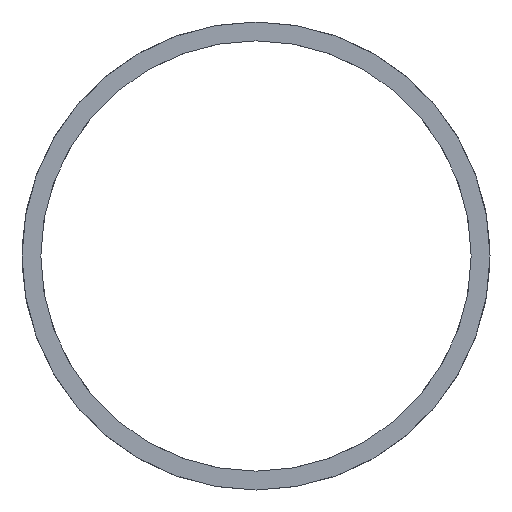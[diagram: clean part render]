
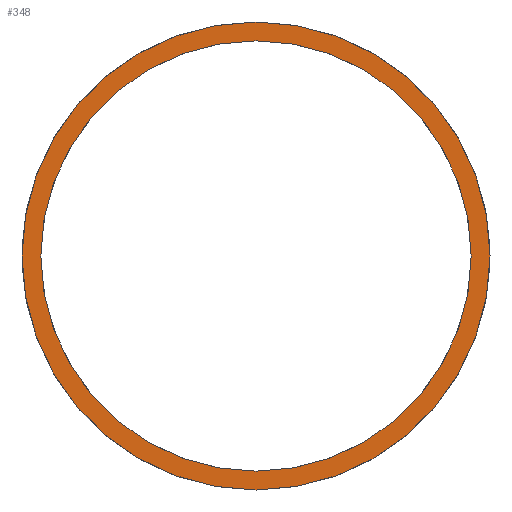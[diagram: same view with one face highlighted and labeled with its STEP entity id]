
A CAD part, front view. The second image highlights one B-rep face of the part: STEP entity #348.
In plain terms, the highlighted planar face has unit normal (0, -1, 0).
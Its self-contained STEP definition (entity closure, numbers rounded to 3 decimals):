
#6 = AXIS2_PLACEMENT_3D ( 'NONE', #223, #405, #45 ) ;
#15 = EDGE_CURVE ( 'NONE', #160, #19, #150, .T. ) ;
#19 = VERTEX_POINT ( 'NONE', #296 ) ;
#27 = EDGE_LOOP ( 'NONE', ( #237, #411 ) ) ;
#28 = DIRECTION ( 'NONE',  ( 0., 0., 1. ) ) ;
#33 = PLANE ( 'NONE',  #84 ) ;
#35 = FACE_OUTER_BOUND ( 'NONE', #27, .T. ) ;
#45 = DIRECTION ( 'NONE',  ( 0., 0., 1. ) ) ;
#51 = ORIENTED_EDGE ( 'NONE', *, *, #408, .T. ) ;
#64 = EDGE_LOOP ( 'NONE', ( #51, #456 ) ) ;
#73 = CARTESIAN_POINT ( 'NONE',  ( 0., -4.464, 0. ) ) ;
#84 = AXIS2_PLACEMENT_3D ( 'NONE', #144, #182, #495 ) ;
#103 = AXIS2_PLACEMENT_3D ( 'NONE', #427, #347, #312 ) ;
#116 = CIRCLE ( 'NONE', #190, 26.1 ) ;
#144 = CARTESIAN_POINT ( 'NONE',  ( 24., -4.464, 0. ) ) ;
#150 = CIRCLE ( 'NONE', #6, 24. ) ;
#160 = VERTEX_POINT ( 'NONE', #362 ) ;
#182 = DIRECTION ( 'NONE',  ( 0., 1., 0. ) ) ;
#190 = AXIS2_PLACEMENT_3D ( 'NONE', #246, #363, #28 ) ;
#193 = DIRECTION ( 'NONE',  ( 0., 0., 1. ) ) ;
#216 = CARTESIAN_POINT ( 'NONE',  ( 0., -4.464, 26.1 ) ) ;
#220 = CIRCLE ( 'NONE', #103, 24. ) ;
#223 = CARTESIAN_POINT ( 'NONE',  ( 0., -4.464, 0. ) ) ;
#236 = EDGE_CURVE ( 'NONE', #340, #392, #116, .T. ) ;
#237 = ORIENTED_EDGE ( 'NONE', *, *, #506, .F. ) ;
#246 = CARTESIAN_POINT ( 'NONE',  ( 0., -4.464, 0. ) ) ;
#296 = CARTESIAN_POINT ( 'NONE',  ( 0., -4.464, 24. ) ) ;
#312 = DIRECTION ( 'NONE',  ( 0., 0., 1. ) ) ;
#331 = DIRECTION ( 'NONE',  ( 0., 1., 0. ) ) ;
#340 = VERTEX_POINT ( 'NONE', #391 ) ;
#347 = DIRECTION ( 'NONE',  ( 0., 1., 0. ) ) ;
#348 = ADVANCED_FACE ( 'NONE', ( #35, #418 ), #33, .F. ) ;
#362 = CARTESIAN_POINT ( 'NONE',  ( 0., -4.464, -24. ) ) ;
#363 = DIRECTION ( 'NONE',  ( 0., 1., 0. ) ) ;
#391 = CARTESIAN_POINT ( 'NONE',  ( 0., -4.464, -26.1 ) ) ;
#392 = VERTEX_POINT ( 'NONE', #216 ) ;
#405 = DIRECTION ( 'NONE',  ( 0., 1., 0. ) ) ;
#408 = EDGE_CURVE ( 'NONE', #19, #160, #220, .T. ) ;
#411 = ORIENTED_EDGE ( 'NONE', *, *, #236, .F. ) ;
#418 = FACE_BOUND ( 'NONE', #64, .T. ) ;
#427 = CARTESIAN_POINT ( 'NONE',  ( 0., -4.464, 0. ) ) ;
#435 = AXIS2_PLACEMENT_3D ( 'NONE', #73, #331, #193 ) ;
#456 = ORIENTED_EDGE ( 'NONE', *, *, #15, .T. ) ;
#470 = CIRCLE ( 'NONE', #435, 26.1 ) ;
#495 = DIRECTION ( 'NONE',  ( 0., 0., 1. ) ) ;
#506 = EDGE_CURVE ( 'NONE', #392, #340, #470, .T. ) ;
